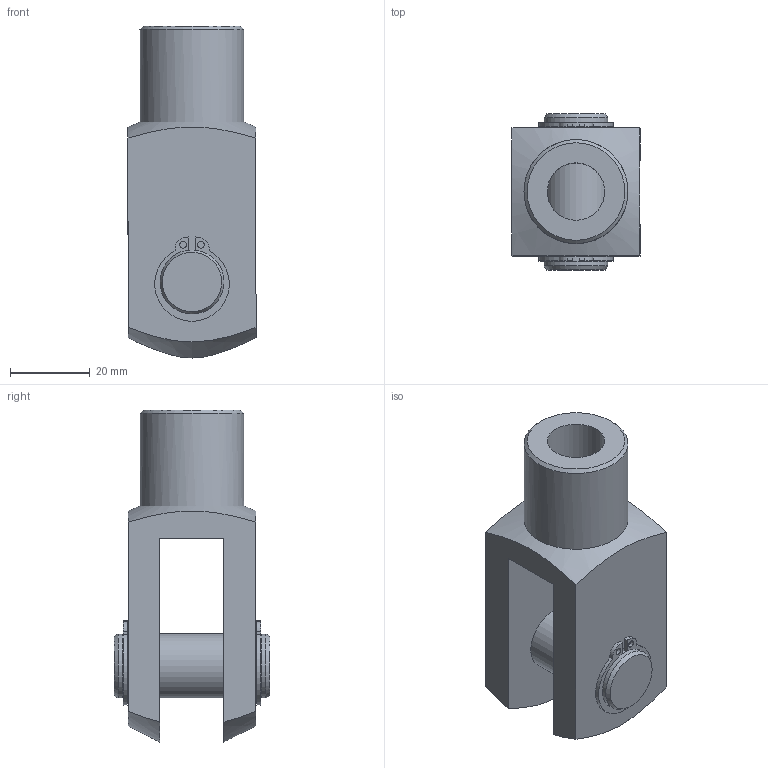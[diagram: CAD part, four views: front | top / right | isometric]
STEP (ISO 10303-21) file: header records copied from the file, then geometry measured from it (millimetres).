
FILE_DESCRIPTION(/* description */ (''),/* implementation_level */ '2;1');
FILE_NAME(/* name */ 'CAD_69549.stp',/* time_stamp */ '2016-06-03T12:27:49+02:00',/* author */ ('Hypex'),/* organization */ ('Hypex'),/* preprocessor_version */ 'ST-DEVELOPER v16.1',/* originating_system */ 'Autodesk Inventor 2016',/* authorisation */ '');
FILE_SCHEMA (('AUTOMOTIVE_DESIGN { 1 0 10303 214 3 1 1 }'));
Length unit declared in the file: millimetre
Products named in the file (1): CAD_69549
Bounding box: 32 x 39 x 83 mm (x, y, z)
Volume: 44133.3 mm3; surface area: 14604.5 mm2
Topology: 1 solids, 1 shells, 59 faces, 156 edges, 103 vertices
Faces by surface type: plane 30, cylinder 19, cone 10
Full cylindrical faces by diameter (mm): 1.7 x4, 14.376 x1, 15.2 x2, 16 x5, 26 x1
Entity records: 1761 total; most frequent: CARTESIAN_POINT 322, DIRECTION 278, ORIENTED_EDGE 258, EDGE_CURVE 129, AXIS2_PLACEMENT_3D 109, VERTEX_POINT 93, EDGE_LOOP 92, LINE 60
